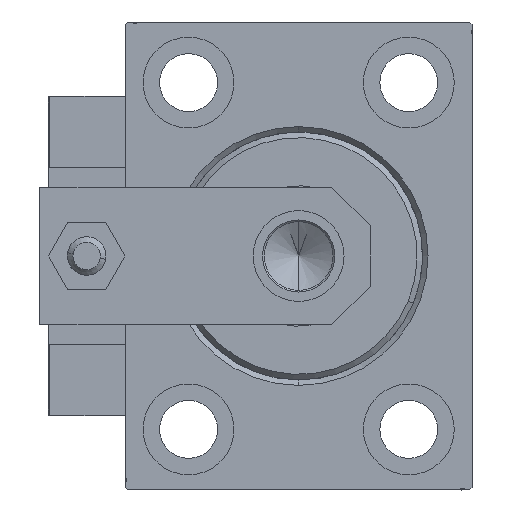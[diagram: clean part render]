
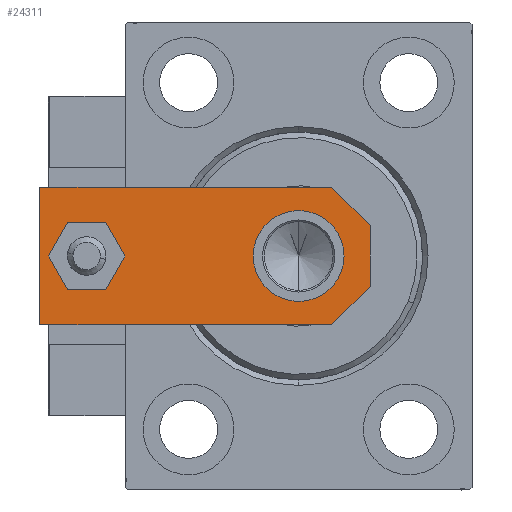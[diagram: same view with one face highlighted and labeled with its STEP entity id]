
A CAD part, left-side view. The second image highlights one B-rep face of the part: STEP entity #24311.
In plain terms, the highlighted face is planar.
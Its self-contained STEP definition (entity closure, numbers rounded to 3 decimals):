
#40 = CARTESIAN_POINT ( 'NONE',  ( 0., 51.5, 6. ) ) ;
#579 = EDGE_CURVE ( 'NONE', #21578, #45425, #11189, .T. ) ;
#2271 = DIRECTION ( 'NONE',  ( 1., 0., 0. ) ) ;
#2503 = EDGE_CURVE ( 'NONE', #43864, #19689, #17233, .T. ) ;
#2708 = VECTOR ( 'NONE', #9469, 1000. ) ;
#2740 = DIRECTION ( 'NONE',  ( 0., 0., 1. ) ) ;
#2780 = FACE_BOUND ( 'NONE', #21291, .T. ) ;
#4353 = ORIENTED_EDGE ( 'NONE', *, *, #13010, .T. ) ;
#4459 = ORIENTED_EDGE ( 'NONE', *, *, #36175, .T. ) ;
#5050 = CARTESIAN_POINT ( 'NONE',  ( 12.5, 60., 6. ) ) ;
#6569 = CARTESIAN_POINT ( 'NONE',  ( 0., 51.5, 6. ) ) ;
#6685 = CARTESIAN_POINT ( 'NONE',  ( 5.5, 0., 6. ) ) ;
#7040 = CARTESIAN_POINT ( 'NONE',  ( -4., 51.5, 6. ) ) ;
#7289 = CIRCLE ( 'NONE', #25148, 8.25 ) ;
#8267 = AXIS2_PLACEMENT_3D ( 'NONE', #13193, #8389, #17259 ) ;
#8389 = DIRECTION ( 'NONE',  ( 0., 0., 1. ) ) ;
#9469 = DIRECTION ( 'NONE',  ( 0., 1., 0. ) ) ;
#10206 = CARTESIAN_POINT ( 'NONE',  ( -5.5, 0., 6. ) ) ;
#10375 = DIRECTION ( 'NONE',  ( 0.707, 0.707, 0. ) ) ;
#10471 = LINE ( 'NONE', #26494, #14713 ) ;
#10673 = DIRECTION ( 'NONE',  ( 0., 0., 1. ) ) ;
#10758 = ORIENTED_EDGE ( 'NONE', *, *, #28056, .F. ) ;
#11189 = LINE ( 'NONE', #42502, #25794 ) ;
#12586 = ORIENTED_EDGE ( 'NONE', *, *, #579, .T. ) ;
#13010 = EDGE_CURVE ( 'NONE', #19689, #21578, #10471, .T. ) ;
#13193 = CARTESIAN_POINT ( 'NONE',  ( 0., 13., 6. ) ) ;
#13312 = DIRECTION ( 'NONE',  ( 1., 0., 0. ) ) ;
#14648 = VERTEX_POINT ( 'NONE', #7040 ) ;
#14713 = VECTOR ( 'NONE', #25990, 1000. ) ;
#14818 = EDGE_LOOP ( 'NONE', ( #10758, #32694 ) ) ;
#16359 = LINE ( 'NONE', #17106, #2708 ) ;
#17106 = CARTESIAN_POINT ( 'NONE',  ( 12.5, 0., 6. ) ) ;
#17202 = EDGE_CURVE ( 'NONE', #45425, #26922, #48445, .T. ) ;
#17233 = LINE ( 'NONE', #32781, #24225 ) ;
#17259 = DIRECTION ( 'NONE',  ( 1., 0., 0. ) ) ;
#17512 = EDGE_LOOP ( 'NONE', ( #4353, #12586, #23038, #40811, #4459, #44499 ) ) ;
#17999 = LINE ( 'NONE', #49067, #40546 ) ;
#18292 = FACE_BOUND ( 'NONE', #14818, .T. ) ;
#19689 = VERTEX_POINT ( 'NONE', #19699 ) ;
#19699 = CARTESIAN_POINT ( 'NONE',  ( -12.5, 60., 6. ) ) ;
#21291 = EDGE_LOOP ( 'NONE', ( #38736, #28946 ) ) ;
#21578 = VERTEX_POINT ( 'NONE', #36449 ) ;
#23038 = ORIENTED_EDGE ( 'NONE', *, *, #17202, .T. ) ;
#23064 = EDGE_CURVE ( 'NONE', #26922, #24328, #17999, .T. ) ;
#23943 = DIRECTION ( 'NONE',  ( 0., 0., 1. ) ) ;
#24225 = VECTOR ( 'NONE', #48809, 1000. ) ;
#24311 = ADVANCED_FACE ( 'NONE', ( #2780, #29489, #18292 ), #33834, .T. ) ;
#24328 = VERTEX_POINT ( 'NONE', #50348 ) ;
#24970 = CARTESIAN_POINT ( 'NONE',  ( 8.25, 13., 6. ) ) ;
#25148 = AXIS2_PLACEMENT_3D ( 'NONE', #46888, #46390, #49699 ) ;
#25335 = AXIS2_PLACEMENT_3D ( 'NONE', #6569, #2740, #33800 ) ;
#25794 = VECTOR ( 'NONE', #34373, 1000. ) ;
#25990 = DIRECTION ( 'NONE',  ( 0., -1., 0. ) ) ;
#26494 = CARTESIAN_POINT ( 'NONE',  ( -12.5, 60., 6. ) ) ;
#26922 = VERTEX_POINT ( 'NONE', #6685 ) ;
#28056 = EDGE_CURVE ( 'NONE', #49257, #41314, #7289, .T. ) ;
#28381 = AXIS2_PLACEMENT_3D ( 'NONE', #49356, #10673, #2271 ) ;
#28917 = CARTESIAN_POINT ( 'NONE',  ( -8.25, 13., 6. ) ) ;
#28946 = ORIENTED_EDGE ( 'NONE', *, *, #33559, .F. ) ;
#29344 = CARTESIAN_POINT ( 'NONE',  ( -12.5, 0., 6. ) ) ;
#29489 = FACE_OUTER_BOUND ( 'NONE', #17512, .T. ) ;
#30215 = CIRCLE ( 'NONE', #8267, 8.25 ) ;
#32211 = EDGE_CURVE ( 'NONE', #14648, #46303, #49728, .T. ) ;
#32694 = ORIENTED_EDGE ( 'NONE', *, *, #44663, .F. ) ;
#32781 = CARTESIAN_POINT ( 'NONE',  ( 12.5, 60., 6. ) ) ;
#33063 = VECTOR ( 'NONE', #13312, 1000. ) ;
#33559 = EDGE_CURVE ( 'NONE', #46303, #14648, #47302, .T. ) ;
#33800 = DIRECTION ( 'NONE',  ( 1., 0., 0. ) ) ;
#33834 = PLANE ( 'NONE',  #28381 ) ;
#34373 = DIRECTION ( 'NONE',  ( 0.707, -0.707, 0. ) ) ;
#36175 = EDGE_CURVE ( 'NONE', #24328, #43864, #16359, .T. ) ;
#36449 = CARTESIAN_POINT ( 'NONE',  ( -12.5, 7., 6. ) ) ;
#38736 = ORIENTED_EDGE ( 'NONE', *, *, #32211, .F. ) ;
#39469 = DIRECTION ( 'NONE',  ( 1., 0., 0. ) ) ;
#40546 = VECTOR ( 'NONE', #10375, 1000. ) ;
#40759 = AXIS2_PLACEMENT_3D ( 'NONE', #40, #23943, #39469 ) ;
#40811 = ORIENTED_EDGE ( 'NONE', *, *, #23064, .T. ) ;
#40961 = CARTESIAN_POINT ( 'NONE',  ( 4., 51.5, 6. ) ) ;
#41314 = VERTEX_POINT ( 'NONE', #24970 ) ;
#42502 = CARTESIAN_POINT ( 'NONE',  ( -2.75, -2.75, 6. ) ) ;
#43864 = VERTEX_POINT ( 'NONE', #5050 ) ;
#44499 = ORIENTED_EDGE ( 'NONE', *, *, #2503, .T. ) ;
#44663 = EDGE_CURVE ( 'NONE', #41314, #49257, #30215, .T. ) ;
#45425 = VERTEX_POINT ( 'NONE', #10206 ) ;
#46303 = VERTEX_POINT ( 'NONE', #40961 ) ;
#46390 = DIRECTION ( 'NONE',  ( 0., 0., 1. ) ) ;
#46888 = CARTESIAN_POINT ( 'NONE',  ( 0., 13., 6. ) ) ;
#47302 = CIRCLE ( 'NONE', #25335, 4. ) ;
#48445 = LINE ( 'NONE', #29344, #33063 ) ;
#48809 = DIRECTION ( 'NONE',  ( -1., 0., 0. ) ) ;
#49067 = CARTESIAN_POINT ( 'NONE',  ( 2.75, -2.75, 6. ) ) ;
#49257 = VERTEX_POINT ( 'NONE', #28917 ) ;
#49356 = CARTESIAN_POINT ( 'NONE',  ( 0., 0., 6. ) ) ;
#49699 = DIRECTION ( 'NONE',  ( 1., 0., 0. ) ) ;
#49728 = CIRCLE ( 'NONE', #40759, 4. ) ;
#50348 = CARTESIAN_POINT ( 'NONE',  ( 12.5, 7., 6. ) ) ;
